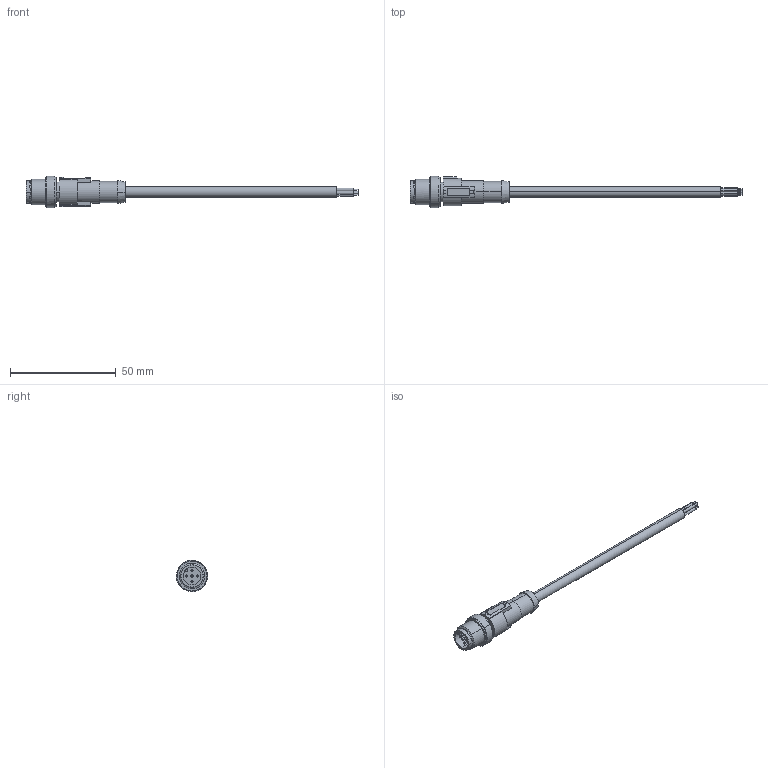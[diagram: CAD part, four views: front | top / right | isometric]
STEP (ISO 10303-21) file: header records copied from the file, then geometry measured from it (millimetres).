
FILE_DESCRIPTION(('SolidDesigner STEP Export'),'2;1');
FILE_NAME('1415677_SAC_5P_M12MS_5.0_PVC-select.stp','2015-01-29T13:50:54',(''),(''),'Creo Elements/Direct Modeling STEP processor for AP214 (Solid Model)','Creo Elements/Direct Modeling 18.1B 29-Sep-2012 (C) Parametric Technology GmbH','');
FILE_SCHEMA(('AUTOMOTIVE_DESIGN { 1 0 10303 214 1 1 1 1 }'));
Length unit declared in the file: millimetre
Products named in the file (2): 1415677_SAC_5P_M12MS_5.0_PVC-select
Assembly tree (1 placements, depth 2):
  1415677_SAC_5P_M12MS_5.0_PVC-select
    1415677_SAC_5P_M12MS_5.0_PVC-select
Bounding box: 156.8 x 14.79 x 14.79 mm (x, y, z)
Volume: 6651.3 mm3; surface area: 4417.8 mm2
Topology: 1 solids, 1 shells, 154 faces, 388 edges, 261 vertices
Faces by surface type: cylinder 71, plane 58, cone 25
Entity records: 6930 total; most frequent: CARTESIAN_POINT 2127, ORIENTED_EDGE 776, DIRECTION 655, EDGE_CURVE 388, VERTEX_POINT 261, AXIS2_PLACEMENT_3D 247, EDGE_LOOP 179, VECTOR 161
